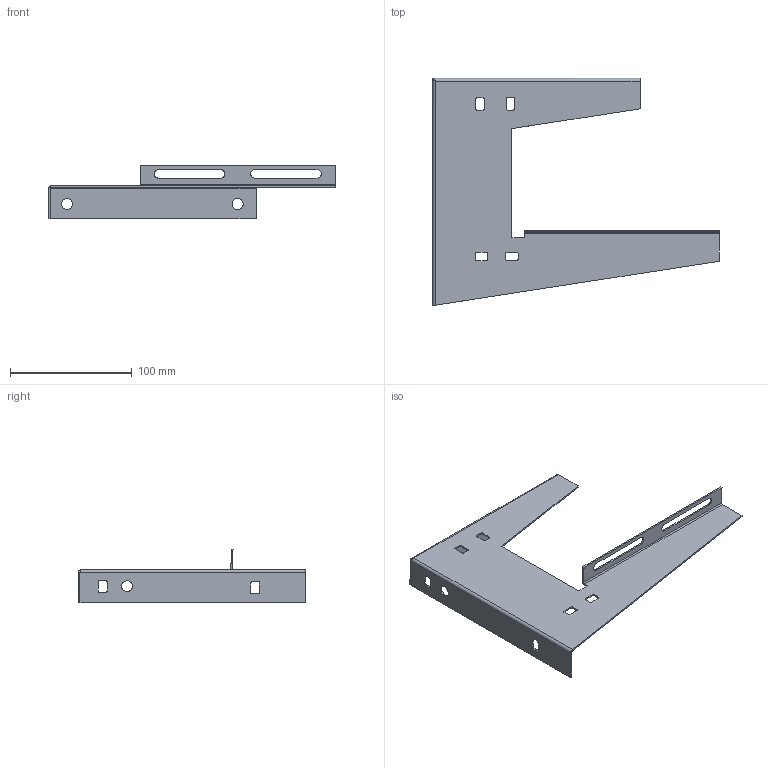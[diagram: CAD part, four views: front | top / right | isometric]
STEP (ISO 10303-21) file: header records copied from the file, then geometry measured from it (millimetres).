
FILE_DESCRIPTION (( 'STEP AP214' ), '1' );
FILE_NAME ('6363724.stp', '2021-01-08T14:03:24', ( '' ), ( '' ), 'SwSTEP 2.0', 'SolidWorks 2020', '' );
FILE_SCHEMA (( 'AUTOMOTIVE_DESIGN' ));
Length unit declared in the file: millimetre
Products named in the file (1): 6363724
Bounding box: 235 x 186.38 x 43.78 mm (x, y, z)
Volume: 39696.2 mm3; surface area: 65612.3 mm2
Topology: 1 solids, 1 shells, 92 faces, 258 edges, 168 vertices
Faces by surface type: plane 49, cylinder 40, bspline 3
Entity records: 4038 total; most frequent: CARTESIAN_POINT 770, ORIENTED_EDGE 516, DIRECTION 506, EDGE_CURVE 258, VECTOR 178, LINE 178, VERTEX_POINT 168, AXIS2_PLACEMENT_3D 164
